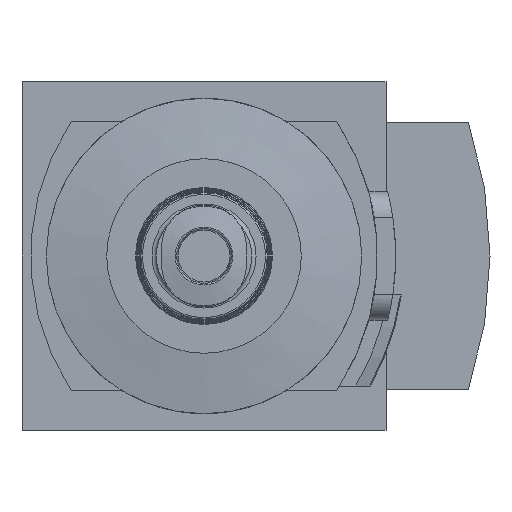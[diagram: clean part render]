
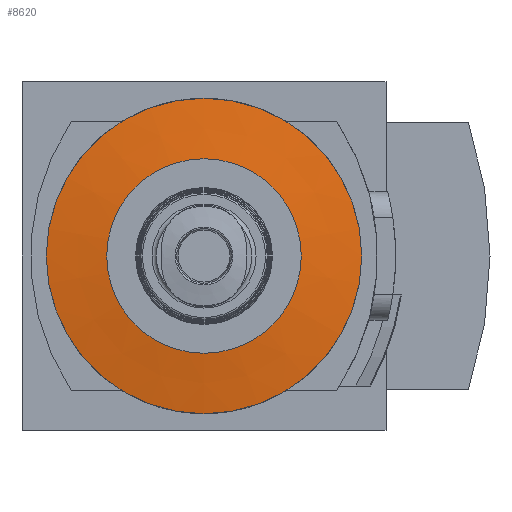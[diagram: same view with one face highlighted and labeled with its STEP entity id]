
A CAD part, front view. The second image highlights one B-rep face of the part: STEP entity #8620.
In plain terms, the highlighted conical face has half-angle 82 degrees and reference radius 18.2 mm.
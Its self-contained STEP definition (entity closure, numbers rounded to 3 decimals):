
#84=CONICAL_SURFACE('',#9121,18.2,1.431);
#2549=ORIENTED_EDGE('',*,*,#3999,.F.);
#2550=ORIENTED_EDGE('',*,*,#4004,.T.);
#3999=EDGE_CURVE('',#4739,#4739,#5002,.T.);
#4004=EDGE_CURVE('',#4744,#4744,#5005,.T.);
#4739=VERTEX_POINT('',#12572);
#4744=VERTEX_POINT('',#12584);
#5002=CIRCLE('',#9117,11.227);
#5005=CIRCLE('',#9122,18.2);
#5243=EDGE_LOOP('',(#2549));
#5244=EDGE_LOOP('',(#2550));
#5662=FACE_BOUND('',#5243,.T.);
#5663=FACE_BOUND('',#5244,.T.);
#8620=ADVANCED_FACE('',(#5662,#5663),#84,.T.);
#9117=AXIS2_PLACEMENT_3D('',#12571,#10370,#10371);
#9121=AXIS2_PLACEMENT_3D('',#12582,#10380,#10381);
#9122=AXIS2_PLACEMENT_3D('',#12583,#10382,#10383);
#10370=DIRECTION('',(0.,-1.,0.));
#10371=DIRECTION('',(0.,0.,-1.));
#10380=DIRECTION('',(0.,1.,0.));
#10381=DIRECTION('',(0.,0.,1.));
#10382=DIRECTION('',(0.,-1.,0.));
#10383=DIRECTION('',(0.,0.,-1.));
#12571=CARTESIAN_POINT('',(0.,-131.,0.));
#12572=CARTESIAN_POINT('',(0.,-131.,-11.227));
#12582=CARTESIAN_POINT('',(0.,-130.02,0.));
#12583=CARTESIAN_POINT('',(0.,-130.02,0.));
#12584=CARTESIAN_POINT('',(0.,-130.02,-18.2));
